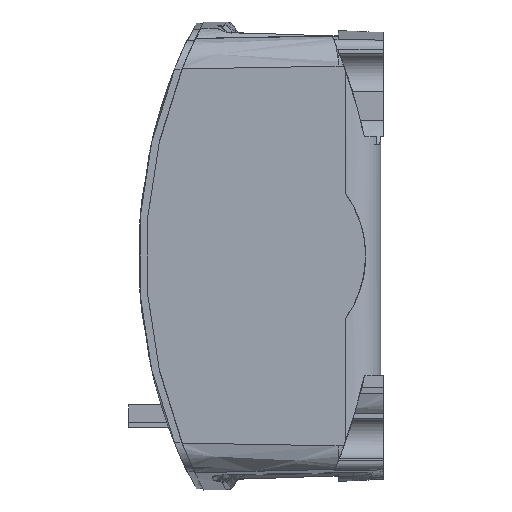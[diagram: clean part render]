
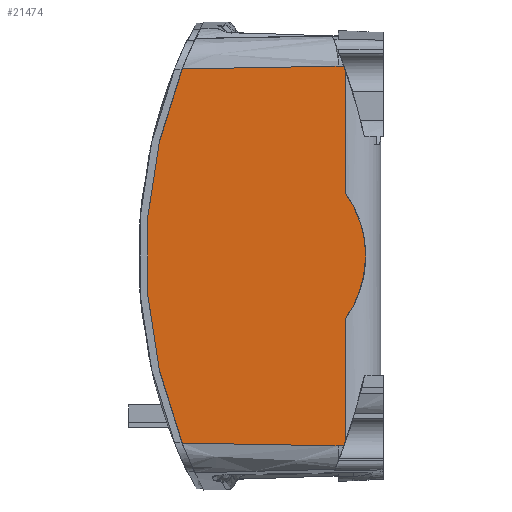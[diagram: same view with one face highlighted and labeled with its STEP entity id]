
A CAD part, left-side view. The second image highlights one B-rep face of the part: STEP entity #21474.
In plain terms, the highlighted planar face has unit normal (-1, 0, 0).
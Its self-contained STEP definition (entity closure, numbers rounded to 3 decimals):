
#46=DIRECTION('',(0.,0.,-1.));
#47=VECTOR('',#46,24.288);
#48=CARTESIAN_POINT('',(-88.,6.,36.616));
#49=LINE('',#48,#47);
#54=CARTESIAN_POINT('',(-88.,23.,0.));
#55=DIRECTION('',(-1.,0.,0.));
#56=DIRECTION('',(0.,-0.81,-0.587));
#57=AXIS2_PLACEMENT_3D('',#54,#55,#56);
#62=DIRECTION('',(0.,0.,-1.));
#63=VECTOR('',#62,24.289);
#64=CARTESIAN_POINT('',(-88.,6.,-12.329));
#65=LINE('',#64,#63);
#69=CARTESIAN_POINT('',(-88.,6.357,-37.611));
#70=CARTESIAN_POINT('',(-88.,6.296,-37.446));
#71=CARTESIAN_POINT('',(-88.,6.177,-37.115));
#72=CARTESIAN_POINT('',(-88.,6.059,-36.783));
#73=CARTESIAN_POINT('',(-88.,6.,-36.617));
#78=CARTESIAN_POINT('',(-88.,38.375,-37.07));
#79=CARTESIAN_POINT('',(-88.,33.229,-37.16));
#80=CARTESIAN_POINT('',(-88.,22.936,-37.341));
#81=CARTESIAN_POINT('',(-88.,12.645,-37.521));
#82=CARTESIAN_POINT('',(-88.,7.5,-37.611));
#87=CARTESIAN_POINT('',(-88.,-54.5,0.));
#88=DIRECTION('',(1.,0.,0.));
#89=DIRECTION('',(0.,0.929,-0.371));
#90=AXIS2_PLACEMENT_3D('',#87,#88,#89);
#95=CARTESIAN_POINT('',(-88.,7.5,37.611));
#96=CARTESIAN_POINT('',(-88.,12.645,37.521));
#97=CARTESIAN_POINT('',(-88.,22.936,37.341));
#98=CARTESIAN_POINT('',(-88.,33.229,37.16));
#99=CARTESIAN_POINT('',(-88.,38.375,37.07));
#104=DIRECTION('',(0.,-1.,0.));
#105=VECTOR('',#104,1.143);
#106=CARTESIAN_POINT('',(-88.,7.5,37.611));
#107=LINE('',#106,#105);
#111=CARTESIAN_POINT('',(-88.,6.,36.616));
#112=CARTESIAN_POINT('',(-88.,6.059,36.783));
#113=CARTESIAN_POINT('',(-88.,6.177,37.114));
#114=CARTESIAN_POINT('',(-88.,6.297,37.446));
#115=CARTESIAN_POINT('',(-88.,6.357,37.611));
#169=CARTESIAN_POINT('',(-88.,6.,-36.617));
#231=CARTESIAN_POINT('',(-88.,6.,36.616));
#17340=CARTESIAN_POINT('',(-88.,6.357,-37.611));
#17345=DIRECTION('',(0.,-1.,0.));
#17346=VECTOR('',#17345,1.143);
#17347=CARTESIAN_POINT('',(-88.,7.5,-37.611));
#17348=LINE('',#17347,#17346);
#17405=CARTESIAN_POINT('',(-88.,6.357,37.611));
#19444=CARTESIAN_POINT('',(-88.,38.375,-37.07));
#19445=CARTESIAN_POINT('',(-88.,38.375,37.07));
#19446=VERTEX_POINT('',#19444);
#19447=VERTEX_POINT('',#19445);
#20179=CARTESIAN_POINT('',(-88.,6.,-12.329));
#20180=CARTESIAN_POINT('',(-88.,6.,12.329));
#20181=VERTEX_POINT('',#20179);
#20182=VERTEX_POINT('',#20180);
#20577=VERTEX_POINT('',#95);
#20578=VERTEX_POINT('',#82);
#20585=VERTEX_POINT('',#17405);
#20588=VERTEX_POINT('',#17340);
#20602=VERTEX_POINT('',#169);
#20603=VERTEX_POINT('',#231);
#21447=CARTESIAN_POINT('',(-88.,7.5,-43.12));
#21448=DIRECTION('',(-1.,0.,0.));
#21449=DIRECTION('',(0.,0.,1.));
#21450=AXIS2_PLACEMENT_3D('',#21447,#21448,#21449);
#21451=PLANE('',#21450);
#21453=ORIENTED_EDGE('',*,*,#21452,.T.);
#21455=ORIENTED_EDGE('',*,*,#21454,.F.);
#21457=ORIENTED_EDGE('',*,*,#21456,.T.);
#21459=ORIENTED_EDGE('',*,*,#21458,.F.);
#21461=ORIENTED_EDGE('',*,*,#21460,.F.);
#21463=ORIENTED_EDGE('',*,*,#21462,.F.);
#21465=ORIENTED_EDGE('',*,*,#21464,.T.);
#21467=ORIENTED_EDGE('',*,*,#21466,.F.);
#21469=ORIENTED_EDGE('',*,*,#21468,.T.);
#21471=ORIENTED_EDGE('',*,*,#21470,.F.);
#21472=EDGE_LOOP('',(#21453,#21455,#21457,#21459,#21461,#21463,#21465,#21467,
#21469,#21471));
#21473=FACE_OUTER_BOUND('',#21472,.F.);
#21474=ADVANCED_FACE('',(#21473),#21451,.T.);
#58=CIRCLE('',#57,21.);
#74=B_SPLINE_CURVE_WITH_KNOTS('',3,(#69,#70,#71,#72,#73),.UNSPECIFIED.,.F.,.F.,(
4,1,4),(0.,0.5,1.),.UNSPECIFIED.);
#83=B_SPLINE_CURVE_WITH_KNOTS('',3,(#78,#79,#80,#81,#82),.UNSPECIFIED.,.F.,.F.,(
4,1,4),(0.,0.5,1.),.UNSPECIFIED.);
#91=CIRCLE('',#90,100.);
#100=B_SPLINE_CURVE_WITH_KNOTS('',3,(#95,#96,#97,#98,#99),.UNSPECIFIED.,.F.,.F.,
(4,1,4),(0.,0.5,1.),.UNSPECIFIED.);
#116=B_SPLINE_CURVE_WITH_KNOTS('',3,(#111,#112,#113,#114,#115),.UNSPECIFIED.,
.F.,.F.,(4,1,4),(0.,0.5,1.),.UNSPECIFIED.);
#21452=EDGE_CURVE('',#20603,#20182,#49,.T.);
#21454=EDGE_CURVE('',#20181,#20182,#58,.T.);
#21456=EDGE_CURVE('',#20181,#20602,#65,.T.);
#21458=EDGE_CURVE('',#20588,#20602,#74,.T.);
#21460=EDGE_CURVE('',#20578,#20588,#17348,.T.);
#21462=EDGE_CURVE('',#19446,#20578,#83,.T.);
#21464=EDGE_CURVE('',#19446,#19447,#91,.T.);
#21466=EDGE_CURVE('',#20577,#19447,#100,.T.);
#21468=EDGE_CURVE('',#20577,#20585,#107,.T.);
#21470=EDGE_CURVE('',#20603,#20585,#116,.T.);
